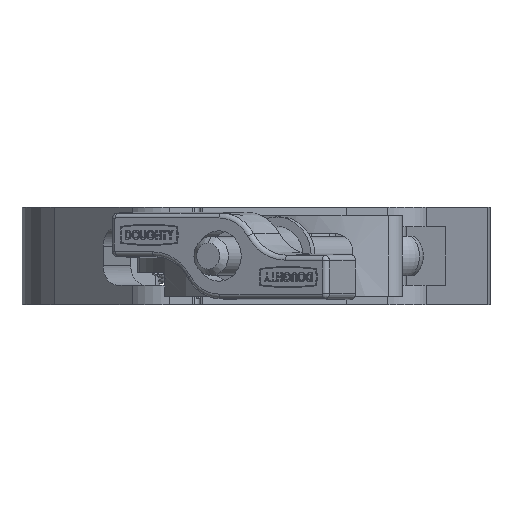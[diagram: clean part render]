
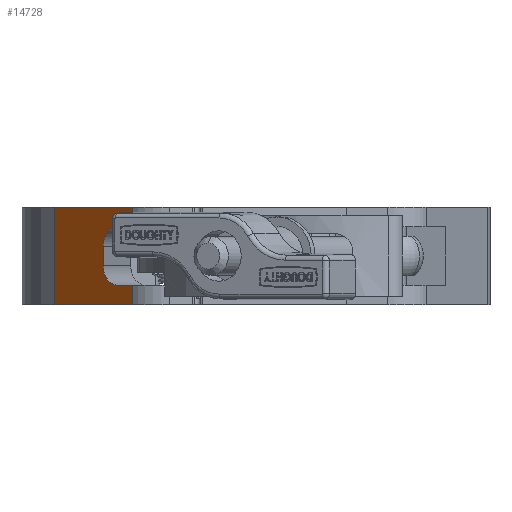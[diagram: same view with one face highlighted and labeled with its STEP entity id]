
A CAD part, left-side view. The second image highlights one B-rep face of the part: STEP entity #14728.
In plain terms, the highlighted face is planar.
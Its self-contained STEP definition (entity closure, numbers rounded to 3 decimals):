
#30 = DIRECTION ( 'NONE',  ( -0.647, -0.763, 0. ) ) ;
#428 = AXIS2_PLACEMENT_3D ( 'NONE', #10288, #30, #11538 ) ;
#665 = ORIENTED_EDGE ( 'NONE', *, *, #7322, .T. ) ;
#1069 = DIRECTION ( 'NONE',  ( 0., 0., -1. ) ) ;
#1703 = ORIENTED_EDGE ( 'NONE', *, *, #5858, .T. ) ;
#2004 = CARTESIAN_POINT ( 'NONE',  ( 80.478, 119., -6.515 ) ) ;
#2144 = VERTEX_POINT ( 'NONE', #8112 ) ;
#2252 = VECTOR ( 'NONE', #12492, 1000. ) ;
#2277 = CARTESIAN_POINT ( 'NONE',  ( 91.003, 110.071, -9. ) ) ;
#2316 = CARTESIAN_POINT ( 'NONE',  ( 91.003, 110.071, -9. ) ) ;
#2318 = CARTESIAN_POINT ( 'NONE',  ( 91.003, 110.071, 14.95 ) ) ;
#2392 = CARTESIAN_POINT ( 'NONE',  ( 91.003, 110.071, 9. ) ) ;
#2583 = CARTESIAN_POINT ( 'NONE',  ( 62.762, 134.028, 14.95 ) ) ;
#2630 = VECTOR ( 'NONE', #3081, 1000. ) ;
#2647 = LINE ( 'NONE', #13323, #10852 ) ;
#2749 = EDGE_CURVE ( 'NONE', #7142, #12794, #2647, .T. ) ;
#3081 = DIRECTION ( 'NONE',  ( -0.763, 0.647, 0. ) ) ;
#3160 = DIRECTION ( 'NONE',  ( 0., 0., -1. ) ) ;
#3331 =( BOUNDED_CURVE ( )  B_SPLINE_CURVE ( 3, ( #16095, #14730, #4348, #8212 ),
 .UNSPECIFIED., .F., .F. ) 
 B_SPLINE_CURVE_WITH_KNOTS ( ( 4, 4 ),
 ( 1.571, 3.142 ),
 .UNSPECIFIED. ) 
 CURVE ( )  GEOMETRIC_REPRESENTATION_ITEM ( )  RATIONAL_B_SPLINE_CURVE ( ( 1., 0.805, 0.805, 1. ) ) 
 REPRESENTATION_ITEM ( '' )  );
#3403 = EDGE_CURVE ( 'NONE', #12133, #15185, #9842, .T. ) ;
#3426 = VECTOR ( 'NONE', #10038, 1000. ) ;
#3441 = CARTESIAN_POINT ( 'NONE',  ( 91.003, 110.071, 14.95 ) ) ;
#3730 = EDGE_CURVE ( 'NONE', #9546, #12794, #16078, .T. ) ;
#4215 = EDGE_CURVE ( 'NONE', #12157, #9546, #11431, .T. ) ;
#4348 = CARTESIAN_POINT ( 'NONE',  ( 80.478, 119., 6.515 ) ) ;
#4429 = FACE_OUTER_BOUND ( 'NONE', #7969, .T. ) ;
#4440 = ORIENTED_EDGE ( 'NONE', *, *, #3730, .T. ) ;
#4979 = VECTOR ( 'NONE', #11155, 1000. ) ;
#5228 = LINE ( 'NONE', #2392, #2252 ) ;
#5437 = VECTOR ( 'NONE', #13932, 1000. ) ;
#5838 = EDGE_CURVE ( 'NONE', #14751, #2144, #8772, .T. ) ;
#5858 = EDGE_CURVE ( 'NONE', #6510, #14751, #8594, .T. ) ;
#5947 = ORIENTED_EDGE ( 'NONE', *, *, #2749, .F. ) ;
#5987 = VERTEX_POINT ( 'NONE', #15346 ) ;
#6510 = VERTEX_POINT ( 'NONE', #10596 ) ;
#7039 = CARTESIAN_POINT ( 'NONE',  ( 91.003, 110.071, 9. ) ) ;
#7142 = VERTEX_POINT ( 'NONE', #2583 ) ;
#7322 = EDGE_CURVE ( 'NONE', #5987, #6510, #3331, .T. ) ;
#7339 = ORIENTED_EDGE ( 'NONE', *, *, #15282, .F. ) ;
#7558 = ORIENTED_EDGE ( 'NONE', *, *, #3403, .T. ) ;
#7969 = EDGE_LOOP ( 'NONE', ( #7339, #665, #1703, #12982, #9062, #9758, #4440, #5947, #8995, #7558 ) ) ;
#8096 = EDGE_CURVE ( 'NONE', #12133, #7142, #9428, .T. ) ;
#8112 = CARTESIAN_POINT ( 'NONE',  ( 85.855, 114.438, -9. ) ) ;
#8212 = CARTESIAN_POINT ( 'NONE',  ( 80.478, 119., 3. ) ) ;
#8594 = LINE ( 'NONE', #13575, #4979 ) ;
#8738 = CARTESIAN_POINT ( 'NONE',  ( 91.003, 110.071, 14.95 ) ) ;
#8772 =( BOUNDED_CURVE ( )  B_SPLINE_CURVE ( 3, ( #9675, #2004, #11215, #10977 ),
 .UNSPECIFIED., .F., .F. ) 
 B_SPLINE_CURVE_WITH_KNOTS ( ( 4, 4 ),
 ( 0., 1.571 ),
 .UNSPECIFIED. ) 
 CURVE ( )  GEOMETRIC_REPRESENTATION_ITEM ( )  RATIONAL_B_SPLINE_CURVE ( ( 1., 0.805, 0.805, 1. ) ) 
 REPRESENTATION_ITEM ( '' )  );
#8995 = ORIENTED_EDGE ( 'NONE', *, *, #8096, .F. ) ;
#9062 = ORIENTED_EDGE ( 'NONE', *, *, #14101, .T. ) ;
#9428 = LINE ( 'NONE', #9595, #2630 ) ;
#9546 = VERTEX_POINT ( 'NONE', #14691 ) ;
#9595 = CARTESIAN_POINT ( 'NONE',  ( 62.762, 134.028, 14.95 ) ) ;
#9675 = CARTESIAN_POINT ( 'NONE',  ( 80.478, 119., -3. ) ) ;
#9758 = ORIENTED_EDGE ( 'NONE', *, *, #4215, .T. ) ;
#9842 = LINE ( 'NONE', #2318, #3426 ) ;
#10038 = DIRECTION ( 'NONE',  ( 0., 0., -1. ) ) ;
#10265 = DIRECTION ( 'NONE',  ( -0.763, 0.647, 0. ) ) ;
#10288 = CARTESIAN_POINT ( 'NONE',  ( 62.762, 134.028, 14.95 ) ) ;
#10417 = VECTOR ( 'NONE', #1069, 1000. ) ;
#10596 = CARTESIAN_POINT ( 'NONE',  ( 80.478, 119., 3. ) ) ;
#10852 = VECTOR ( 'NONE', #3160, 1000. ) ;
#10977 = CARTESIAN_POINT ( 'NONE',  ( 85.855, 114.438, -9. ) ) ;
#11155 = DIRECTION ( 'NONE',  ( 0., 0., -1. ) ) ;
#11215 = CARTESIAN_POINT ( 'NONE',  ( 82.705, 117.111, -9. ) ) ;
#11431 = LINE ( 'NONE', #8738, #10417 ) ;
#11490 = CARTESIAN_POINT ( 'NONE',  ( 80.478, 119., -3. ) ) ;
#11538 = DIRECTION ( 'NONE',  ( 0.763, -0.647, 0. ) ) ;
#12133 = VERTEX_POINT ( 'NONE', #3441 ) ;
#12157 = VERTEX_POINT ( 'NONE', #2277 ) ;
#12477 = CARTESIAN_POINT ( 'NONE',  ( 62.762, 134.028, -14.95 ) ) ;
#12492 = DIRECTION ( 'NONE',  ( 0.763, -0.647, 0. ) ) ;
#12794 = VERTEX_POINT ( 'NONE', #12477 ) ;
#12982 = ORIENTED_EDGE ( 'NONE', *, *, #5838, .T. ) ;
#13323 = CARTESIAN_POINT ( 'NONE',  ( 62.762, 134.028, 14.95 ) ) ;
#13575 = CARTESIAN_POINT ( 'NONE',  ( 80.478, 119., 9. ) ) ;
#13876 = VECTOR ( 'NONE', #10265, 1000. ) ;
#13932 = DIRECTION ( 'NONE',  ( 0.763, -0.647, 0. ) ) ;
#14101 = EDGE_CURVE ( 'NONE', #2144, #12157, #15699, .T. ) ;
#14691 = CARTESIAN_POINT ( 'NONE',  ( 91.003, 110.071, -14.95 ) ) ;
#14728 = ADVANCED_FACE ( 'NONE', ( #4429 ), #16670, .F. ) ;
#14730 = CARTESIAN_POINT ( 'NONE',  ( 82.705, 117.111, 9. ) ) ;
#14751 = VERTEX_POINT ( 'NONE', #11490 ) ;
#15185 = VERTEX_POINT ( 'NONE', #7039 ) ;
#15282 = EDGE_CURVE ( 'NONE', #5987, #15185, #5228, .T. ) ;
#15346 = CARTESIAN_POINT ( 'NONE',  ( 85.855, 114.438, 9. ) ) ;
#15699 = LINE ( 'NONE', #2316, #5437 ) ;
#16078 = LINE ( 'NONE', #16262, #13876 ) ;
#16095 = CARTESIAN_POINT ( 'NONE',  ( 85.855, 114.438, 9. ) ) ;
#16262 = CARTESIAN_POINT ( 'NONE',  ( 62.762, 134.028, -14.95 ) ) ;
#16670 = PLANE ( 'NONE',  #428 ) ;
